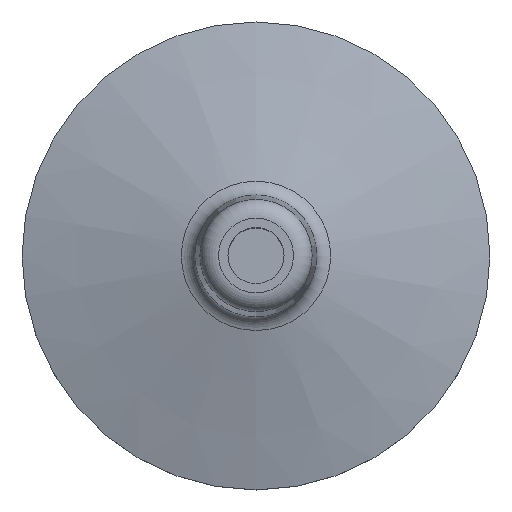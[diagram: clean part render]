
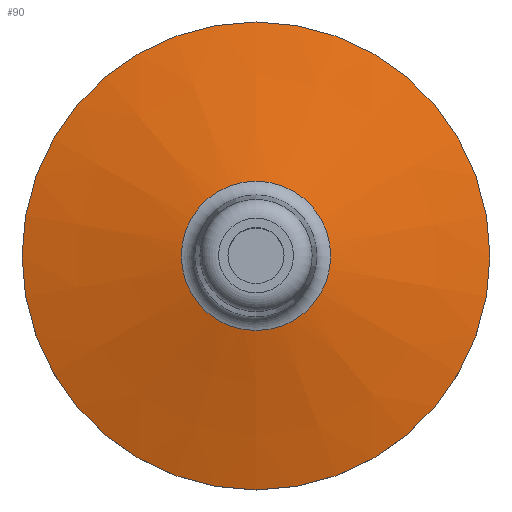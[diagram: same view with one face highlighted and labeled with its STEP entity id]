
A CAD part, top view. The second image highlights one B-rep face of the part: STEP entity #90.
In plain terms, the highlighted conical face has half-angle 74.938 degrees and reference radius 7.98 mm.
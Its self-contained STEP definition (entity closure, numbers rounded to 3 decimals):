
#46=CONICAL_SURFACE('',#224,7.98,74.938);
#74=FACE_BOUND('',#123,.T.);
#75=FACE_BOUND('',#124,.T.);
#90=ADVANCED_FACE('',(#74,#75),#46,.T.);
#123=EDGE_LOOP('',(#151));
#124=EDGE_LOOP('',(#152));
#151=ORIENTED_EDGE('',*,*,#176,.F.);
#152=ORIENTED_EDGE('',*,*,#182,.T.);
#162=VERTEX_POINT('',#307);
#168=VERTEX_POINT('',#325);
#176=EDGE_CURVE('',#162,#162,#190,.T.);
#182=EDGE_CURVE('',#168,#168,#196,.T.);
#190=CIRCLE('',#210,25.);
#196=CIRCLE('',#222,7.98);
#210=AXIS2_PLACEMENT_3D('',#306,#252,#253);
#222=AXIS2_PLACEMENT_3D('',#324,#276,#277);
#224=AXIS2_PLACEMENT_3D('',#327,#280,#281);
#252=DIRECTION('',(0.,0.,-1.));
#253=DIRECTION('',(0.,1.,0.));
#276=DIRECTION('',(0.,0.,-1.));
#277=DIRECTION('',(0.,1.,0.));
#280=DIRECTION('',(0.,0.,-1.));
#281=DIRECTION('',(0.,1.,0.));
#306=CARTESIAN_POINT('',(0.,0.,5.));
#307=CARTESIAN_POINT('',(0.,25.,5.));
#324=CARTESIAN_POINT('',(0.,0.,9.58));
#325=CARTESIAN_POINT('',(0.,7.98,9.58));
#327=CARTESIAN_POINT('',(0.,0.,9.58));
